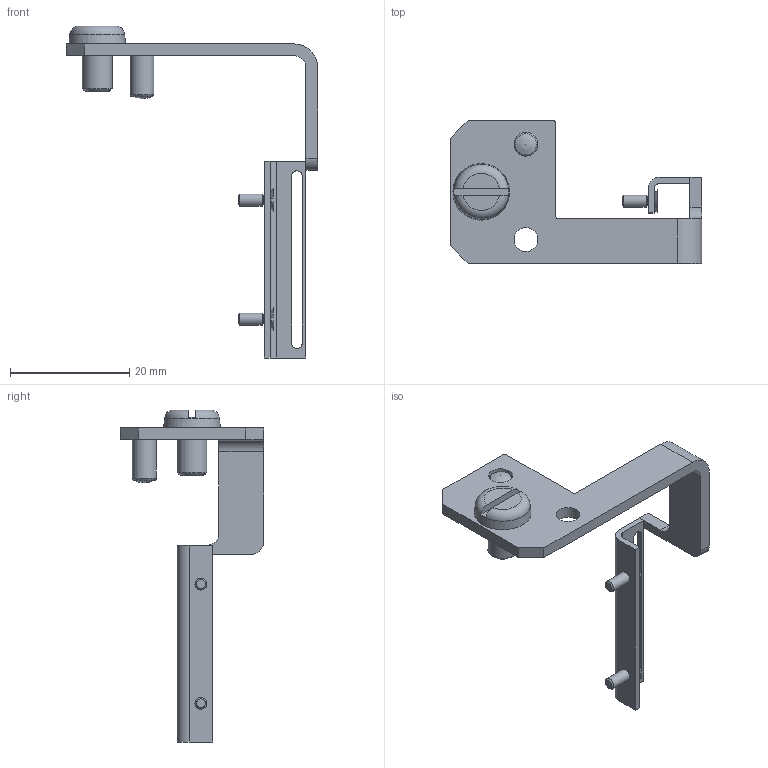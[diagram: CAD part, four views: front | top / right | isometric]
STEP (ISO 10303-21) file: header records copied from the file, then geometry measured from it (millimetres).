
FILE_DESCRIPTION(/* description */ ('STEP AP214'),/* implementation_level */ '2;1');
FILE_NAME(/* name */ '532276_HGPP-HWS-Q5-5',/* time_stamp */ '2024-08-29T06:52:29+02:00',/* author */ ('License CC BY-ND 4.0'),/* organization */ ('CADENAS'),/* preprocessor_version */ 'ST-DEVELOPER v19.3',/* originating_system */ 'PARTsolutions',/* authorisation */ ' ');
FILE_SCHEMA (('AUTOMOTIVE_DESIGN {1 0 10303 214 3 1 1}'));
Length unit declared in the file: millimetre
Products named in the file (6): 532276 HGPP-HWS-Q5-5; 532276 HGPP-HWS-Q5-5---(part); DIN-85 M5x8; DIN-7 - 4m6x8(F); 661398 HGPP-HWS-Q5-5/6---(part2); Countersunk screw with slot DIN 963 - M2x6
Assembly tree (6 placements, depth 2):
  532276 HGPP-HWS-Q5-5
    532276 HGPP-HWS-Q5-5---(part)
    DIN-85 M5x8
    DIN-7 - 4m6x8(F)
    661398 HGPP-HWS-Q5-5/6---(part2)
    Countersunk screw with slot DIN 963 - M2x6  x2
Bounding box: 42.2 x 24 x 55.7 mm (x, y, z)
Volume: 2177 mm3; surface area: 3219.9 mm2
Topology: 6 solids, 6 shells, 86 faces, 208 edges, 133 vertices
Faces by surface type: plane 43, cylinder 24, cone 11, torus 6, sphere 2
Full cylindrical faces by diameter (mm): 1.523 x2, 2 x2, 4 x3, 4.019 x1, 5 x1, 5.4 x1
Entity records: 2152 total; most frequent: CARTESIAN_POINT 363, DIRECTION 356, ORIENTED_EDGE 296, EDGE_CURVE 148, AXIS2_PLACEMENT_3D 137, VERTEX_POINT 108, EDGE_LOOP 106, FACE_BOUND 106
